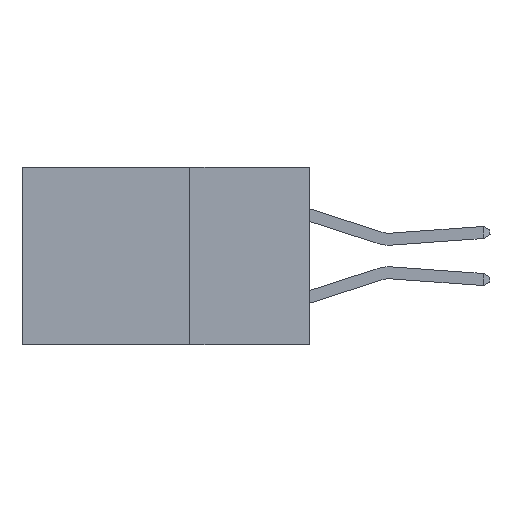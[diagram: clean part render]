
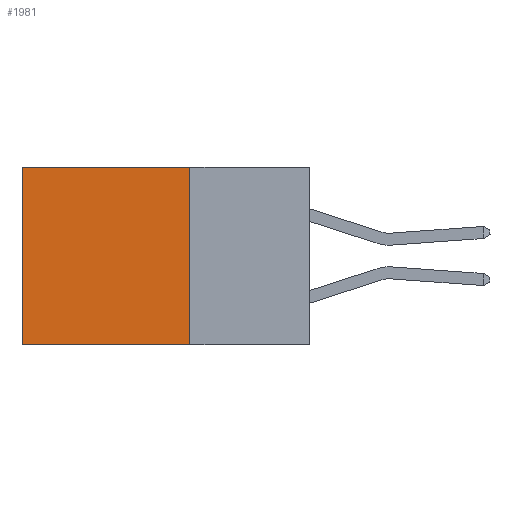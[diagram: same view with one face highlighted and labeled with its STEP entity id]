
A CAD part, left-side view. The second image highlights one B-rep face of the part: STEP entity #1981.
In plain terms, the highlighted planar face has unit normal (-1, 0, 0).
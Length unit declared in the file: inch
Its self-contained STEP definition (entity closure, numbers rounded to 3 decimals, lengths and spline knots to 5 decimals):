
#147 = ORIENTED_EDGE ( 'NONE', *, *, #11321, .T. ) ;
#208 = LINE ( 'NONE', #6013, #2989 ) ;
#1077 = EDGE_LOOP ( 'NONE', ( #147, #8499, #6982, #2780 ) ) ;
#1980 = DIRECTION ( 'NONE',  ( 0., 0., -1. ) ) ;
#1981 = ADVANCED_FACE ( 'NONE', ( #3296 ), #11393, .F. ) ;
#2136 = VERTEX_POINT ( 'NONE', #10572 ) ;
#2251 = LINE ( 'NONE', #7975, #10123 ) ;
#2328 = EDGE_CURVE ( 'NONE', #2136, #12569, #10053, .T. ) ;
#2381 = VECTOR ( 'NONE', #1980, 39.37008 ) ;
#2780 = ORIENTED_EDGE ( 'NONE', *, *, #5243, .T. ) ;
#2836 = CARTESIAN_POINT ( 'NONE',  ( 0.2615, 0.6, -0.37 ) ) ;
#2989 = VECTOR ( 'NONE', #10086, 39.37008 ) ;
#3296 = FACE_OUTER_BOUND ( 'NONE', #1077, .T. ) ;
#4655 = CARTESIAN_POINT ( 'NONE',  ( 0.2615, 0.6, 0. ) ) ;
#5130 = CARTESIAN_POINT ( 'NONE',  ( 0.2615, 0.6, -0.37 ) ) ;
#5243 = EDGE_CURVE ( 'NONE', #11450, #10433, #2251, .T. ) ;
#6013 = CARTESIAN_POINT ( 'NONE',  ( 0.2615, 0.25, -0.37 ) ) ;
#6982 = ORIENTED_EDGE ( 'NONE', *, *, #12589, .F. ) ;
#7667 = VECTOR ( 'NONE', #10704, 39.37008 ) ;
#7975 = CARTESIAN_POINT ( 'NONE',  ( 0.2615, 0.25, 0. ) ) ;
#7989 = DIRECTION ( 'NONE',  ( 0., 1., 0. ) ) ;
#8499 = ORIENTED_EDGE ( 'NONE', *, *, #2328, .F. ) ;
#8593 = CARTESIAN_POINT ( 'NONE',  ( 0.2615, 0.25, -0.37 ) ) ;
#9415 = CARTESIAN_POINT ( 'NONE',  ( 0.2615, 0.25, 0. ) ) ;
#10053 = LINE ( 'NONE', #8593, #7667 ) ;
#10086 = DIRECTION ( 'NONE',  ( 0., 0., -1. ) ) ;
#10123 = VECTOR ( 'NONE', #7989, 39.37008 ) ;
#10433 = VERTEX_POINT ( 'NONE', #4655 ) ;
#10572 = CARTESIAN_POINT ( 'NONE',  ( 0.2615, 0.25, -0.37 ) ) ;
#10704 = DIRECTION ( 'NONE',  ( 0., 1., 0. ) ) ;
#11220 = AXIS2_PLACEMENT_3D ( 'NONE', #11914, #12268, #12275 ) ;
#11321 = EDGE_CURVE ( 'NONE', #10433, #12569, #13197, .T. ) ;
#11393 = PLANE ( 'NONE',  #11220 ) ;
#11450 = VERTEX_POINT ( 'NONE', #9415 ) ;
#11914 = CARTESIAN_POINT ( 'NONE',  ( 0.2615, 0.25, -0.37 ) ) ;
#12268 = DIRECTION ( 'NONE',  ( 1., 0., 0. ) ) ;
#12275 = DIRECTION ( 'NONE',  ( 0., 0., -1. ) ) ;
#12569 = VERTEX_POINT ( 'NONE', #2836 ) ;
#12589 = EDGE_CURVE ( 'NONE', #11450, #2136, #208, .T. ) ;
#13197 = LINE ( 'NONE', #5130, #2381 ) ;
